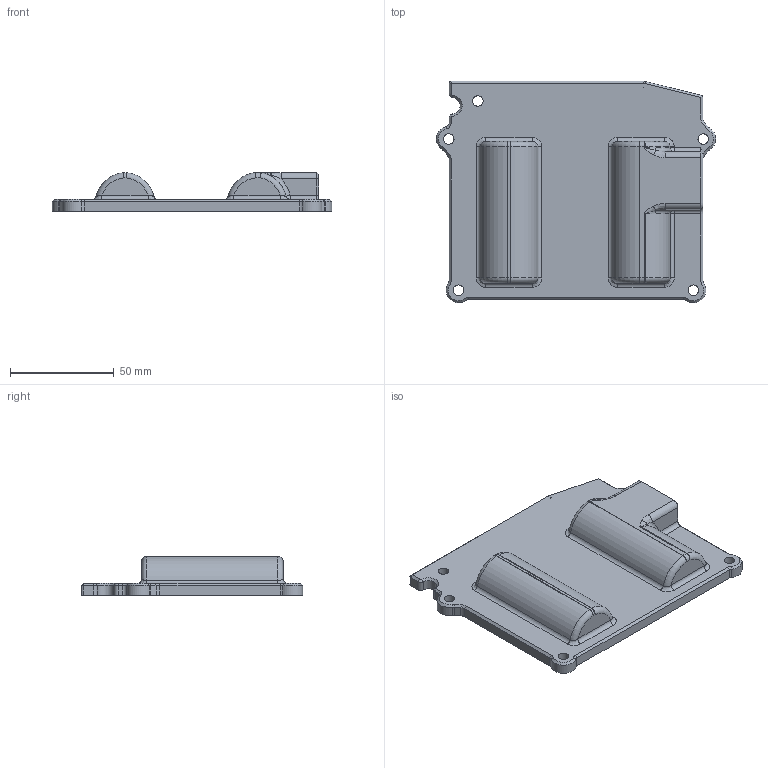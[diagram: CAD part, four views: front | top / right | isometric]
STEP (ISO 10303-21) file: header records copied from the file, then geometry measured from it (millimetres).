
FILE_DESCRIPTION(/* description */ (''),/* implementation_level */ '2;1');
FILE_NAME(/* name */ 'Badge Bottom Cover.stp',/* time_stamp */ '2018-11-05T21:38:56-08:00',/* author */ ('paddy'),/* organization */ (''),/* preprocessor_version */ 'ST-DEVELOPER v17',/* originating_system */ 'Autodesk Inventor 2019',/* authorisation */ '');
FILE_SCHEMA (('AUTOMOTIVE_DESIGN { 1 0 10303 214 3 1 1 }'));
Length unit declared in the file: inch
Products named in the file (1): Badge Bottom Cover
Bounding box: 134.44 x 106.52 x 18.72 mm (x, y, z)
Volume: 39850.4 mm3; surface area: 34993.4 mm2
Topology: 1 solids, 1 shells, 474 faces, 1236 edges, 762 vertices
Faces by surface type: bspline 165, plane 142, cylinder 107, torus 33, cone 25, sphere 2
Full cylindrical faces by diameter (mm): 5.05 x5
Entity records: 16640 total; most frequent: CARTESIAN_POINT 5954, ORIENTED_EDGE 2436, DIRECTION 1842, EDGE_CURVE 1218, VERTEX_POINT 762, AXIS2_PLACEMENT_3D 621, LINE 600, VECTOR 600
